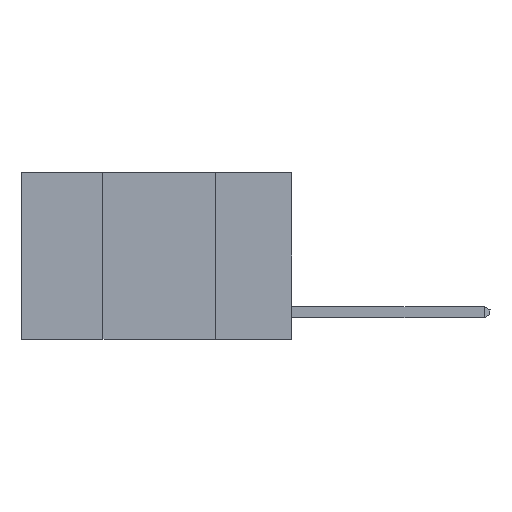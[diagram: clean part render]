
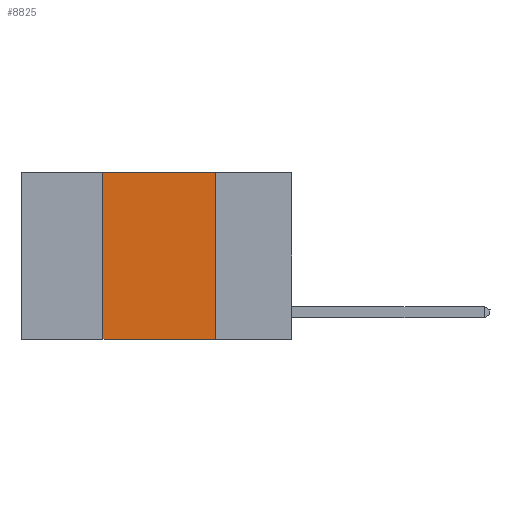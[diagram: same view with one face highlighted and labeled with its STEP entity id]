
A CAD part, left-side view. The second image highlights one B-rep face of the part: STEP entity #8825.
In plain terms, the highlighted planar face has unit normal (-1, 0, 0).
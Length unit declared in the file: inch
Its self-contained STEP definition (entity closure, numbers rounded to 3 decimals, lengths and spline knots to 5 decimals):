
#344 = CARTESIAN_POINT ( 'NONE',  ( 0., 0.42, 0. ) ) ;
#1120 = DIRECTION ( 'NONE',  ( 1., 0., 0. ) ) ;
#2781 = DIRECTION ( 'NONE',  ( 0., -1., 0. ) ) ;
#3423 = LINE ( 'NONE', #344, #20060 ) ;
#3527 = CARTESIAN_POINT ( 'NONE',  ( 0., 0.42, 0. ) ) ;
#3741 = VERTEX_POINT ( 'NONE', #9688 ) ;
#4646 = EDGE_CURVE ( 'NONE', #9143, #8392, #3423, .T. ) ;
#4956 = EDGE_CURVE ( 'NONE', #8392, #18024, #17538, .T. ) ;
#7316 = CARTESIAN_POINT ( 'NONE',  ( 0., 0.6, 0. ) ) ;
#7460 = DIRECTION ( 'NONE',  ( 0., -1., 0. ) ) ;
#8088 = LINE ( 'NONE', #17936, #14665 ) ;
#8392 = VERTEX_POINT ( 'NONE', #3527 ) ;
#8484 = DIRECTION ( 'NONE',  ( 0., 0., 1. ) ) ;
#8825 = ADVANCED_FACE ( 'NONE', ( #11106 ), #17489, .F. ) ;
#9143 = VERTEX_POINT ( 'NONE', #19662 ) ;
#9468 = EDGE_LOOP ( 'NONE', ( #17259, #16383, #15879, #14789 ) ) ;
#9688 = CARTESIAN_POINT ( 'NONE',  ( 0., 0.17, -0.37 ) ) ;
#11106 = FACE_OUTER_BOUND ( 'NONE', #9468, .T. ) ;
#12450 = DIRECTION ( 'NONE',  ( 0., 0., -1. ) ) ;
#12755 = CARTESIAN_POINT ( 'NONE',  ( 0., 0.6, -0.37 ) ) ;
#13561 = LINE ( 'NONE', #12755, #17542 ) ;
#14048 = VECTOR ( 'NONE', #7460, 39.37008 ) ;
#14665 = VECTOR ( 'NONE', #18008, 39.37008 ) ;
#14789 = ORIENTED_EDGE ( 'NONE', *, *, #19146, .T. ) ;
#15879 = ORIENTED_EDGE ( 'NONE', *, *, #4646, .F. ) ;
#16121 = AXIS2_PLACEMENT_3D ( 'NONE', #17289, #1120, #12450 ) ;
#16383 = ORIENTED_EDGE ( 'NONE', *, *, #4956, .F. ) ;
#16785 = EDGE_CURVE ( 'NONE', #18024, #3741, #8088, .T. ) ;
#17259 = ORIENTED_EDGE ( 'NONE', *, *, #16785, .F. ) ;
#17289 = CARTESIAN_POINT ( 'NONE',  ( 0., 0.6, 0. ) ) ;
#17489 = PLANE ( 'NONE',  #16121 ) ;
#17538 = LINE ( 'NONE', #7316, #14048 ) ;
#17542 = VECTOR ( 'NONE', #2781, 39.37008 ) ;
#17936 = CARTESIAN_POINT ( 'NONE',  ( 0., 0.17, 0. ) ) ;
#18008 = DIRECTION ( 'NONE',  ( 0., 0., -1. ) ) ;
#18024 = VERTEX_POINT ( 'NONE', #20490 ) ;
#19146 = EDGE_CURVE ( 'NONE', #9143, #3741, #13561, .T. ) ;
#19662 = CARTESIAN_POINT ( 'NONE',  ( 0., 0.42, -0.37 ) ) ;
#20060 = VECTOR ( 'NONE', #8484, 39.37008 ) ;
#20490 = CARTESIAN_POINT ( 'NONE',  ( 0., 0.17, 0. ) ) ;
